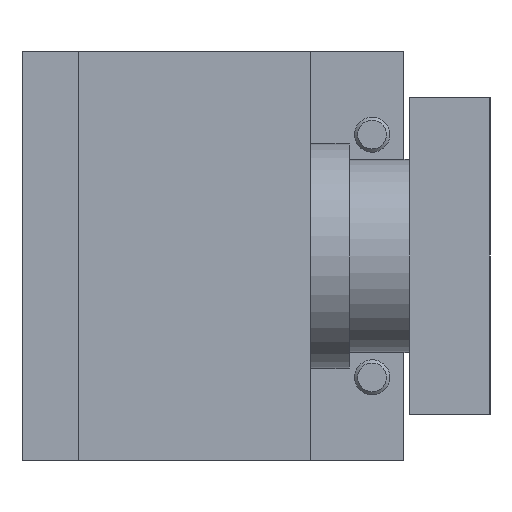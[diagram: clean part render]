
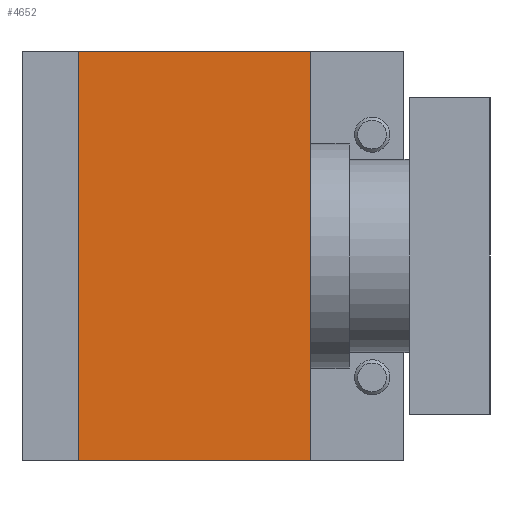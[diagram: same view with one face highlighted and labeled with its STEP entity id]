
A CAD part, left-side view. The second image highlights one B-rep face of the part: STEP entity #4652.
In plain terms, the highlighted face is planar.
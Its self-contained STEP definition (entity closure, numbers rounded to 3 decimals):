
#1174=CARTESIAN_POINT('',(218.5,16.0,58.));
#1175=VERTEX_POINT('',#1174);
#1182=CARTESIAN_POINT('',(218.5,82.,58.));
#1183=VERTEX_POINT('',#1182);
#1184=CARTESIAN_POINT('',(218.5,16.0,58.));
#1185=DIRECTION('',(0.0,1.0,0.0));
#1186=VECTOR('',#1185,66.);
#1187=LINE('',#1184,#1186);
#1188=EDGE_CURVE('',#1175,#1183,#1187,.T.);
#1276=CARTESIAN_POINT('',(218.5,82.,-58.));
#1277=VERTEX_POINT('',#1276);
#1284=CARTESIAN_POINT('',(218.5,16.0,-58.));
#1285=VERTEX_POINT('',#1284);
#1286=CARTESIAN_POINT('',(218.5,16.0,-58.));
#1287=DIRECTION('',(0.0,1.0,0.0));
#1288=VECTOR('',#1287,66.);
#1289=LINE('',#1286,#1288);
#1290=EDGE_CURVE('',#1285,#1277,#1289,.T.);
#4625=CARTESIAN_POINT('',(218.5,16.0,58.));
#4626=DIRECTION('',(0.0,0.0,-1.0));
#4627=VECTOR('',#4626,116.);
#4628=LINE('',#4625,#4627);
#4629=EDGE_CURVE('',#1175,#1285,#4628,.T.);
#4636=CARTESIAN_POINT('',(218.5,16.0,58.));
#4637=DIRECTION('',(1.0,0.0,0.0));
#4638=DIRECTION('',(0.0,0.0,-1.0));
#4639=AXIS2_PLACEMENT_3D('',#4636,#4637,#4638);
#4640=PLANE('',#4639);
#4641=ORIENTED_EDGE('',*,*,#1290,.T.);
#4642=CARTESIAN_POINT('',(218.5,82.,58.));
#4643=DIRECTION('',(0.0,0.0,-1.0));
#4644=VECTOR('',#4643,116.);
#4645=LINE('',#4642,#4644);
#4646=EDGE_CURVE('',#1183,#1277,#4645,.T.);
#4647=ORIENTED_EDGE('',*,*,#4646,.F.);
#4648=ORIENTED_EDGE('',*,*,#1188,.F.);
#4649=ORIENTED_EDGE('',*,*,#4629,.T.);
#4650=EDGE_LOOP('',(#4641,#4647,#4648,#4649));
#4651=FACE_OUTER_BOUND('',#4650,.T.);
#4652=ADVANCED_FACE('',(#4651),#4640,.T.);
